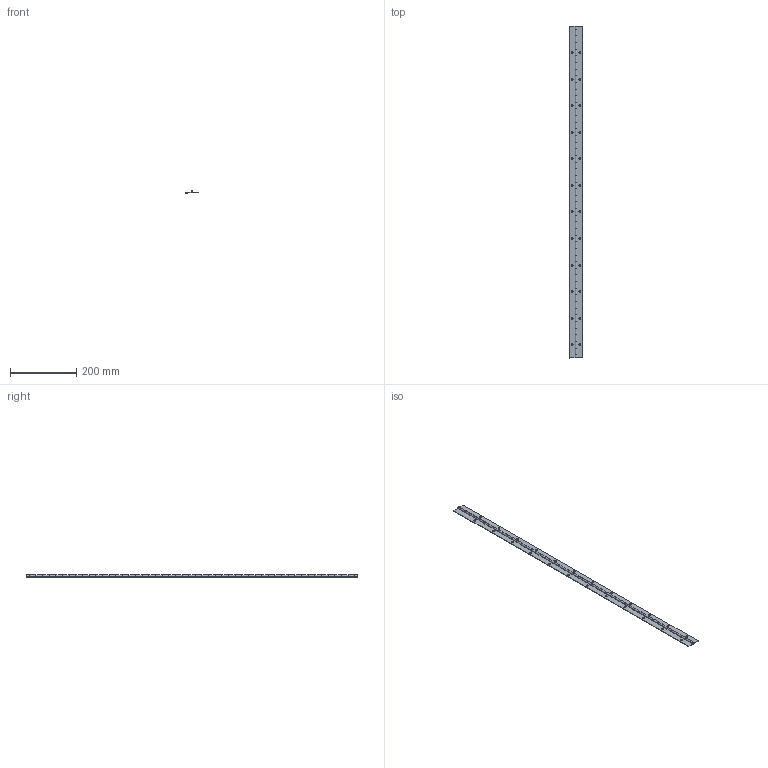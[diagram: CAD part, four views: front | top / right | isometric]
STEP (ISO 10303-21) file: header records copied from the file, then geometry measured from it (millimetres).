
FILE_DESCRIPTION((''),'2;1');
FILE_NAME('PIANO HINGE.stp','2015-09-17T22:51:23',('testing'),(''),'Autodesk Inventor 2012','Autodesk Inventor 2012','');
FILE_SCHEMA(('AUTOMOTIVE_DESIGN { 1 0 10303 214 1 1 1 1 }'));
Length unit declared in the file: millimetre
Products named in the file (4): PIANO HINGE; SIDE 1; SIDE 2; PIVOT WIRE
Assembly tree (3 placements, depth 2):
  PIANO HINGE
    SIDE 1
    SIDE 2
    PIVOT WIRE
Bounding box: 39.99 x 1000 x 6.08 mm (x, y, z)
Volume: 79469.2 mm3; surface area: 114979.9 mm2
Topology: 3 solids, 3 shells, 343 faces, 1009 edges, 672 vertices
Faces by surface type: plane 214, cylinder 103, cone 26
Full cylindrical faces by diameter (mm): 3 x1
Entity records: 11496 total; most frequent: CARTESIAN_POINT 2004, ORIENTED_EDGE 1964, DIRECTION 1938, EDGE_CURVE 982, VECTOR 726, LINE 726, VERTEX_POINT 672, AXIS2_PLACEMENT_3D 606
